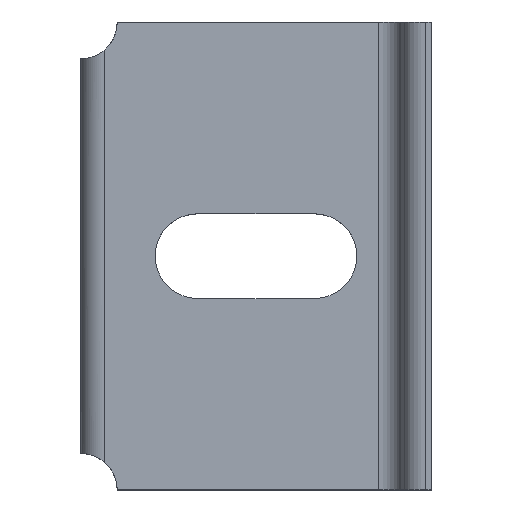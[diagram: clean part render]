
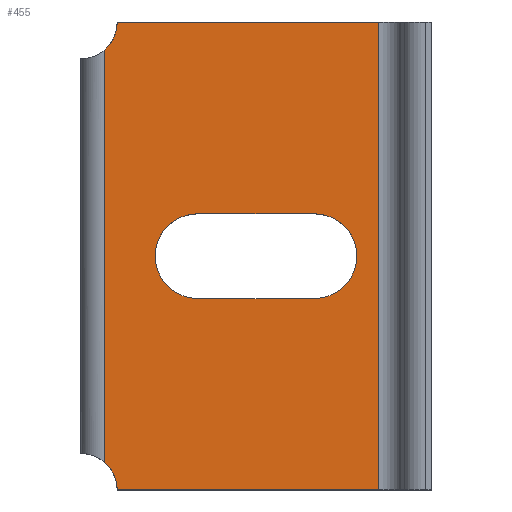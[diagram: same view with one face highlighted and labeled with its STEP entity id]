
A CAD part, top view. The second image highlights one B-rep face of the part: STEP entity #455.
In plain terms, the highlighted planar face has unit normal (0, 0, 1).
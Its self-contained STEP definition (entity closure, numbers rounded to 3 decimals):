
#92=CARTESIAN_POINT('',(-53.75,-40.0,5.));
#93=VERTEX_POINT('',#92);
#100=CARTESIAN_POINT('',(-56.0,-35.198,5.));
#101=VERTEX_POINT('',#100);
#102=CARTESIAN_POINT('',(-60.0,-40.0,5.));
#103=DIRECTION('',(0.0,0.0,-1.0));
#104=DIRECTION('',(1.0,0.0,0.0));
#105=AXIS2_PLACEMENT_3D('',#102,#103,#104);
#106=CIRCLE('',#105,6.25);
#107=EDGE_CURVE('',#101,#93,#106,.T.);
#152=CARTESIAN_POINT('',(-56.0,35.198,5.));
#153=VERTEX_POINT('',#152);
#182=CARTESIAN_POINT('',(-53.75,40.0,5.));
#183=VERTEX_POINT('',#182);
#184=CARTESIAN_POINT('',(-60.0,40.0,5.));
#185=DIRECTION('',(0.0,0.0,-1.0));
#186=DIRECTION('',(1.0,0.0,0.0));
#187=AXIS2_PLACEMENT_3D('',#184,#185,#186);
#188=CIRCLE('',#187,6.25);
#189=EDGE_CURVE('',#183,#153,#188,.T.);
#214=CARTESIAN_POINT('',(-40.0,7.25,5.));
#215=VERTEX_POINT('',#214);
#216=CARTESIAN_POINT('',(-20.,7.25,5.0));
#217=VERTEX_POINT('',#216);
#218=CARTESIAN_POINT('',(-40.0,7.25,5.));
#219=DIRECTION('',(1.0,0.0,0.0));
#220=VECTOR('',#219,20.);
#221=LINE('',#218,#220);
#222=EDGE_CURVE('',#215,#217,#221,.T.);
#254=CARTESIAN_POINT('',(-20.,-7.25,5.0));
#255=VERTEX_POINT('',#254);
#256=CARTESIAN_POINT('',(-20.,0.0,5.));
#257=DIRECTION('',(0.0,0.0,-1.0));
#258=DIRECTION('',(0.0,1.0,0.0));
#259=AXIS2_PLACEMENT_3D('',#256,#257,#258);
#260=CIRCLE('',#259,7.25);
#261=EDGE_CURVE('',#217,#255,#260,.T.);
#287=CARTESIAN_POINT('',(-40.0,-7.25,5.));
#288=VERTEX_POINT('',#287);
#289=CARTESIAN_POINT('',(-20.,-7.25,5.0));
#290=DIRECTION('',(-1.0,0.0,0.0));
#291=VECTOR('',#290,20.);
#292=LINE('',#289,#291);
#293=EDGE_CURVE('',#255,#288,#292,.T.);
#318=CARTESIAN_POINT('',(-40.0,0.0,5.));
#319=DIRECTION('',(0.0,0.0,-1.0));
#320=DIRECTION('',(0.0,-1.0,0.0));
#321=AXIS2_PLACEMENT_3D('',#318,#319,#320);
#322=CIRCLE('',#321,7.25);
#323=EDGE_CURVE('',#288,#215,#322,.T.);
#343=CARTESIAN_POINT('',(-56.0,-35.198,5.));
#344=DIRECTION('',(0.0,1.0,0.0));
#345=VECTOR('',#344,70.395);
#346=LINE('',#343,#345);
#347=EDGE_CURVE('',#101,#153,#346,.T.);
#365=CARTESIAN_POINT('',(-9.,40.0,5.));
#366=VERTEX_POINT('',#365);
#367=CARTESIAN_POINT('',(-9.,40.0,5.));
#368=DIRECTION('',(-1.0,0.0,0.0));
#369=VECTOR('',#368,44.75);
#370=LINE('',#367,#369);
#371=EDGE_CURVE('',#366,#183,#370,.T.);
#424=CARTESIAN_POINT('',(-9.,0.0,5.));
#425=DIRECTION('',(0.0,0.0,1.0));
#426=DIRECTION('',(1.0,0.0,0.0));
#427=AXIS2_PLACEMENT_3D('',#424,#425,#426);
#428=PLANE('',#427);
#429=ORIENTED_EDGE('',*,*,#107,.T.);
#430=CARTESIAN_POINT('',(-9.,-40.0,5.));
#431=VERTEX_POINT('',#430);
#432=CARTESIAN_POINT('',(-53.75,-40.0,5.));
#433=DIRECTION('',(1.0,0.0,0.0));
#434=VECTOR('',#433,44.75);
#435=LINE('',#432,#434);
#436=EDGE_CURVE('',#93,#431,#435,.T.);
#437=ORIENTED_EDGE('',*,*,#436,.T.);
#438=CARTESIAN_POINT('',(-9.,-40.0,5.));
#439=DIRECTION('',(0.0,1.0,0.0));
#440=VECTOR('',#439,80.0);
#441=LINE('',#438,#440);
#442=EDGE_CURVE('',#431,#366,#441,.T.);
#443=ORIENTED_EDGE('',*,*,#442,.T.);
#444=ORIENTED_EDGE('',*,*,#371,.T.);
#445=ORIENTED_EDGE('',*,*,#189,.T.);
#446=ORIENTED_EDGE('',*,*,#347,.F.);
#447=EDGE_LOOP('',(#429,#437,#443,#444,#445,#446));
#448=FACE_OUTER_BOUND('',#447,.T.);
#449=ORIENTED_EDGE('',*,*,#293,.T.);
#450=ORIENTED_EDGE('',*,*,#323,.T.);
#451=ORIENTED_EDGE('',*,*,#222,.T.);
#452=ORIENTED_EDGE('',*,*,#261,.T.);
#453=EDGE_LOOP('',(#449,#450,#451,#452));
#454=FACE_BOUND('',#453,.T.);
#455=ADVANCED_FACE('',(#448,#454),#428,.T.);
